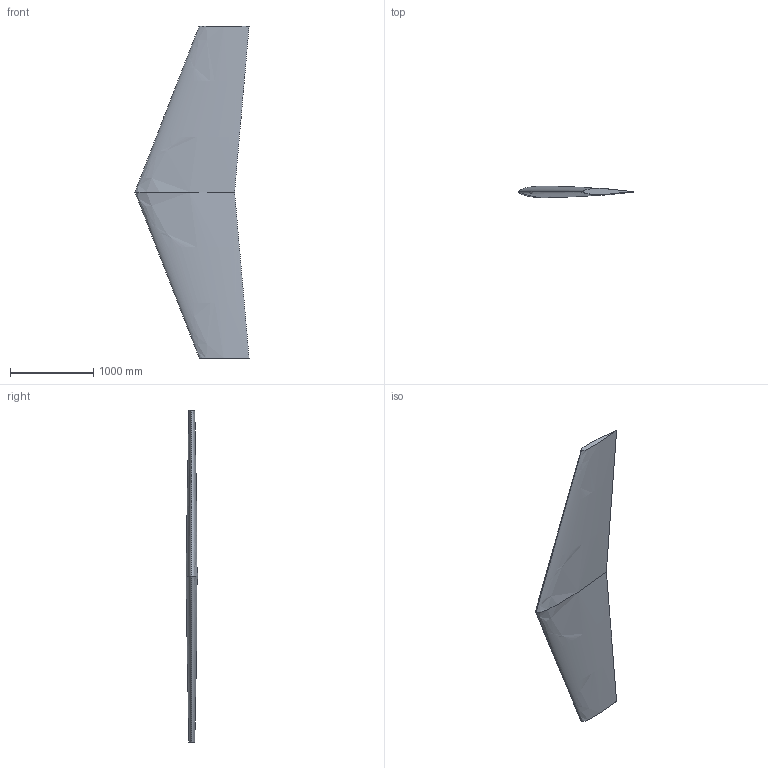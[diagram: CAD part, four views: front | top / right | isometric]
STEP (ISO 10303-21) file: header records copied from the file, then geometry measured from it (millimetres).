
FILE_DESCRIPTION(/* description */ ('CAx-IF Rec.Pracs.---Representation and Presentation of Product Manufacturing Information (PMI)---4.0---2014-10-13','CAx-IF Rec.Pracs.---3D Tessellated Geometry---0.4---2014-09-14','2;1'),/* implementation_level */ '2;1');
FILE_NAME(/* name */ 'H_stabilizer',/* time_stamp */ '2022-07-01T19:48:14+01:00',/* author */ (''),/* organization */ (''),/* preprocessor_version */ 'ST-DEVELOPER v18.101',/* originating_system */ 'SIEMENS PLM Software NX 2015',/* authorisation */ $);
FILE_SCHEMA (('AP242_MANAGED_MODEL_BASED_3D_ENGINEERING_MIM_LF { 1 0 10303 442 3 1 4 }'));
Length unit declared in the file: millimetre
Products named in the file (1): H_stabilizer
Bounding box: 1375 x 139.52 x 4000 mm (x, y, z)
Volume: 274319591.5 mm3; surface area: 7651827.1 mm2
Topology: 2 solids, 2 shells, 8 faces, 12 edges, 8 vertices
Faces by surface type: bspline 4, plane 4
Entity records: 1079 total; most frequent: CARTESIAN_POINT 833, DIRECTION 42, ORIENTED_EDGE 24, AXIS2_PLACEMENT_3D 21, EDGE_CURVE 12, B_SPLINE_CURVE_WITH_KNOTS 12, DRAUGHTING_MODEL 9, REPRESENTATION_MAP 9
